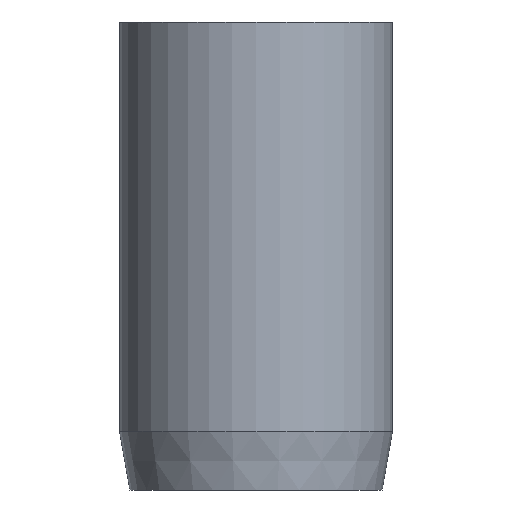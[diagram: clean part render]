
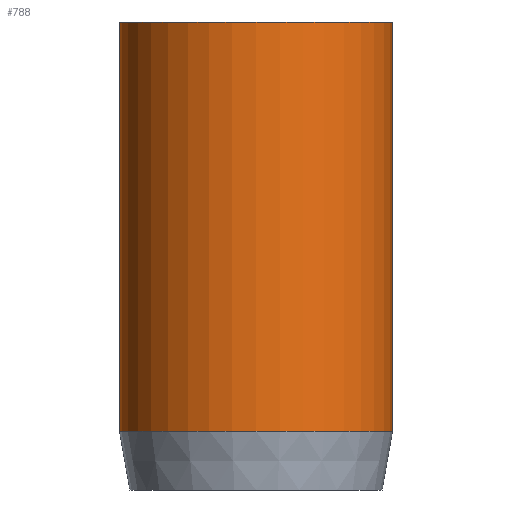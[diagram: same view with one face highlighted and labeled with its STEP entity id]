
A CAD part, front view. The second image highlights one B-rep face of the part: STEP entity #788.
In plain terms, the highlighted cylindrical face has radius 3.5 mm (diameter 7 mm), a partial arc.
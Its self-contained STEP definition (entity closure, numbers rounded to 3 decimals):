
#13 = ORIENTED_EDGE ( 'NONE', *, *, #160, .F. ) ;
#27 = CIRCLE ( 'NONE', #301, 3.5 ) ;
#45 = ORIENTED_EDGE ( 'NONE', *, *, #951, .T. ) ;
#67 = EDGE_LOOP ( 'NONE', ( #394, #13, #45, #177 ) ) ;
#68 = VERTEX_POINT ( 'NONE', #131 ) ;
#107 = AXIS2_PLACEMENT_3D ( 'NONE', #366, #979, #462 ) ;
#124 = DIRECTION ( 'NONE',  ( 0., 0., 1. ) ) ;
#128 = CARTESIAN_POINT ( 'NONE',  ( 0., 0., 12. ) ) ;
#131 = CARTESIAN_POINT ( 'NONE',  ( -3.5, 0., 1.5 ) ) ;
#160 = EDGE_CURVE ( 'NONE', #390, #245, #27, .T. ) ;
#162 = CARTESIAN_POINT ( 'NONE',  ( 0., 0., 12. ) ) ;
#177 = ORIENTED_EDGE ( 'NONE', *, *, #990, .T. ) ;
#187 = CYLINDRICAL_SURFACE ( 'NONE', #962, 3.5 ) ;
#188 = CARTESIAN_POINT ( 'NONE',  ( 3.5, 0., 1.5 ) ) ;
#214 = DIRECTION ( 'NONE',  ( 1., 0., 0. ) ) ;
#215 = VECTOR ( 'NONE', #1039, 1000. ) ;
#240 = CARTESIAN_POINT ( 'NONE',  ( 3.5, 0., 12. ) ) ;
#245 = VERTEX_POINT ( 'NONE', #345 ) ;
#267 = LINE ( 'NONE', #240, #215 ) ;
#292 = CARTESIAN_POINT ( 'NONE',  ( -3.5, 0., 12. ) ) ;
#301 = AXIS2_PLACEMENT_3D ( 'NONE', #128, #124, #214 ) ;
#345 = CARTESIAN_POINT ( 'NONE',  ( 3.5, 0., 12. ) ) ;
#366 = CARTESIAN_POINT ( 'NONE',  ( 0., 0., 1.5 ) ) ;
#390 = VERTEX_POINT ( 'NONE', #292 ) ;
#394 = ORIENTED_EDGE ( 'NONE', *, *, #779, .F. ) ;
#462 = DIRECTION ( 'NONE',  ( 1., 0., 0. ) ) ;
#544 = LINE ( 'NONE', #621, #984 ) ;
#608 = DIRECTION ( 'NONE',  ( 0., 0., -1. ) ) ;
#621 = CARTESIAN_POINT ( 'NONE',  ( -3.5, 0., 12. ) ) ;
#692 = DIRECTION ( 'NONE',  ( -1., 0., 0. ) ) ;
#711 = DIRECTION ( 'NONE',  ( 0., 0., -1. ) ) ;
#779 = EDGE_CURVE ( 'NONE', #245, #988, #267, .T. ) ;
#788 = ADVANCED_FACE ( 'NONE', ( #1120 ), #187, .T. ) ;
#951 = EDGE_CURVE ( 'NONE', #390, #68, #544, .T. ) ;
#956 = CIRCLE ( 'NONE', #107, 3.5 ) ;
#962 = AXIS2_PLACEMENT_3D ( 'NONE', #162, #608, #692 ) ;
#979 = DIRECTION ( 'NONE',  ( 0., 0., 1. ) ) ;
#984 = VECTOR ( 'NONE', #711, 1000. ) ;
#988 = VERTEX_POINT ( 'NONE', #188 ) ;
#990 = EDGE_CURVE ( 'NONE', #68, #988, #956, .T. ) ;
#1039 = DIRECTION ( 'NONE',  ( 0., 0., -1. ) ) ;
#1120 = FACE_OUTER_BOUND ( 'NONE', #67, .T. ) ;
